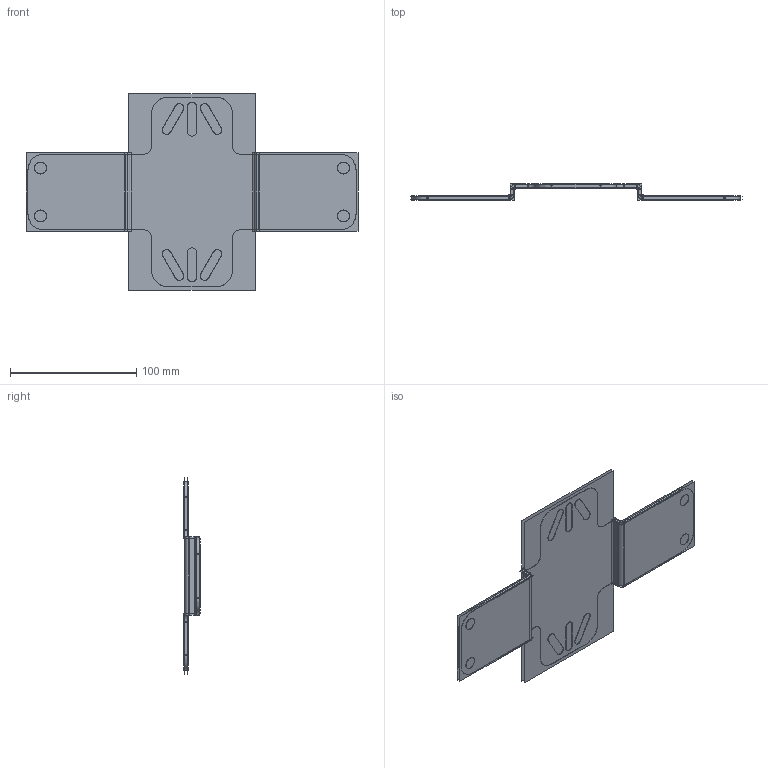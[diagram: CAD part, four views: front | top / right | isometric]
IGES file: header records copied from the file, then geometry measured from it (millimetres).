
Start section:  PTC IGES file: 193933.igs
Global section: file name: 193933.igs; native system: Creo Parametric by Parametric Technology Corporation; preprocessor: 2013230; author: pdmadmin; organization: Unknown; date: 20160307.140028; units: millimetre
Bounding box: 263.08 x 12.72 x 156 mm (x, y, z)
Volume: 54848.7 mm3; surface area: 241503.2 mm2
Topology: 1 solids, 1 shells, 500 faces, 2450 edges, 2976 vertices
Faces by surface type: bspline 420, revolution 80
